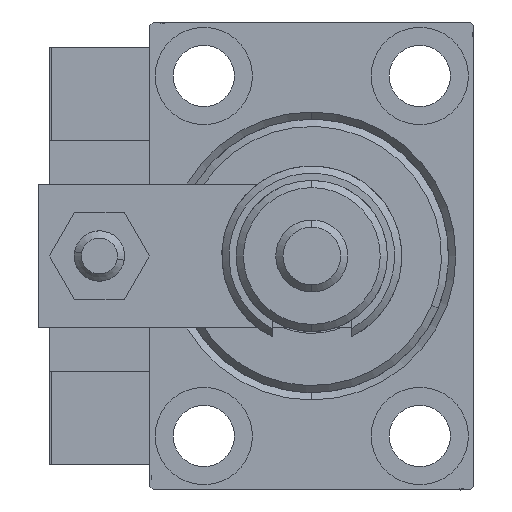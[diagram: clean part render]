
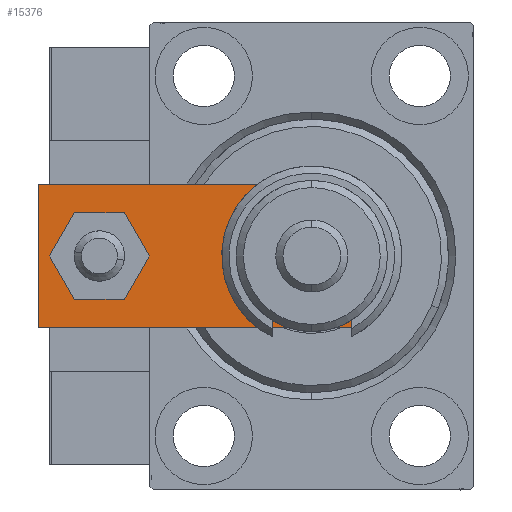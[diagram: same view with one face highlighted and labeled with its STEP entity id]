
A CAD part, left-side view. The second image highlights one B-rep face of the part: STEP entity #15376.
In plain terms, the highlighted face is planar.
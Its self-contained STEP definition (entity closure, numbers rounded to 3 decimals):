
#256 = DIRECTION ( 'NONE',  ( 0., 1., 0. ) ) ;
#270 = EDGE_LOOP ( 'NONE', ( #15589, #51710 ) ) ;
#2786 = DIRECTION ( 'NONE',  ( 0., 0., 1. ) ) ;
#2896 = DIRECTION ( 'NONE',  ( 1., 0., 0. ) ) ;
#3039 = CARTESIAN_POINT ( 'NONE',  ( 0., 39.5, 6. ) ) ;
#4035 = EDGE_CURVE ( 'NONE', #34851, #13167, #23581, .T. ) ;
#4108 = CIRCLE ( 'NONE', #51875, 4. ) ;
#4183 = ORIENTED_EDGE ( 'NONE', *, *, #9255, .T. ) ;
#4203 = VECTOR ( 'NONE', #7968, 1000. ) ;
#4446 = ORIENTED_EDGE ( 'NONE', *, *, #17235, .F. ) ;
#6194 = CARTESIAN_POINT ( 'NONE',  ( -2.88, -2.88, 6. ) ) ;
#7483 = DIRECTION ( 'NONE',  ( 1., 0., 0. ) ) ;
#7550 = VECTOR ( 'NONE', #47944, 1000. ) ;
#7797 = VERTEX_POINT ( 'NONE', #17023 ) ;
#7968 = DIRECTION ( 'NONE',  ( -1., 0., 0. ) ) ;
#9255 = EDGE_CURVE ( 'NONE', #34915, #41751, #28321, .T. ) ;
#9711 = CARTESIAN_POINT ( 'NONE',  ( 4., 39.5, 6. ) ) ;
#9846 = EDGE_CURVE ( 'NONE', #51502, #34915, #29180, .T. ) ;
#10260 = CIRCLE ( 'NONE', #16228, 7.25 ) ;
#11667 = VERTEX_POINT ( 'NONE', #23944 ) ;
#11785 = AXIS2_PLACEMENT_3D ( 'NONE', #30080, #13214, #42376 ) ;
#12070 = ORIENTED_EDGE ( 'NONE', *, *, #49928, .T. ) ;
#12291 = CARTESIAN_POINT ( 'NONE',  ( -10., 0., 6. ) ) ;
#12620 = DIRECTION ( 'NONE',  ( 0., -1., 0. ) ) ;
#13167 = VERTEX_POINT ( 'NONE', #23922 ) ;
#13214 = DIRECTION ( 'NONE',  ( 0., 0., 1. ) ) ;
#14011 = FACE_BOUND ( 'NONE', #33963, .T. ) ;
#14293 = CIRCLE ( 'NONE', #33074, 7.25 ) ;
#14426 = ORIENTED_EDGE ( 'NONE', *, *, #29566, .T. ) ;
#14986 = CARTESIAN_POINT ( 'NONE',  ( -10., 4.24, 6. ) ) ;
#15376 = ADVANCED_FACE ( 'NONE', ( #42129, #38632, #14011 ), #21769, .T. ) ;
#15589 = ORIENTED_EDGE ( 'NONE', *, *, #44513, .F. ) ;
#16134 = LINE ( 'NONE', #32450, #29840 ) ;
#16228 = AXIS2_PLACEMENT_3D ( 'NONE', #48660, #40384, #2896 ) ;
#16356 = CARTESIAN_POINT ( 'NONE',  ( -10., 48., 6. ) ) ;
#17023 = CARTESIAN_POINT ( 'NONE',  ( 5.76, 0., 6. ) ) ;
#17235 = EDGE_CURVE ( 'NONE', #46516, #42907, #14293, .T. ) ;
#19321 = ORIENTED_EDGE ( 'NONE', *, *, #4035, .T. ) ;
#20565 = CARTESIAN_POINT ( 'NONE',  ( 10., 48., 6. ) ) ;
#20581 = VECTOR ( 'NONE', #12620, 1000. ) ;
#21137 = EDGE_CURVE ( 'NONE', #42346, #11667, #46094, .T. ) ;
#21769 = PLANE ( 'NONE',  #11785 ) ;
#23581 = LINE ( 'NONE', #6194, #7550 ) ;
#23784 = CARTESIAN_POINT ( 'NONE',  ( 10., 48., 6. ) ) ;
#23922 = CARTESIAN_POINT ( 'NONE',  ( -5.76, 0., 6. ) ) ;
#23944 = CARTESIAN_POINT ( 'NONE',  ( -4., 39.5, 6. ) ) ;
#24375 = ORIENTED_EDGE ( 'NONE', *, *, #51612, .F. ) ;
#24905 = CARTESIAN_POINT ( 'NONE',  ( 10., 4.24, 6. ) ) ;
#26663 = VECTOR ( 'NONE', #7483, 1000. ) ;
#27911 = CARTESIAN_POINT ( 'NONE',  ( 0., 39.5, 6. ) ) ;
#28137 = AXIS2_PLACEMENT_3D ( 'NONE', #3039, #2786, #36253 ) ;
#28321 = LINE ( 'NONE', #23784, #4203 ) ;
#29180 = LINE ( 'NONE', #45509, #48688 ) ;
#29566 = EDGE_CURVE ( 'NONE', #41751, #34851, #31926, .T. ) ;
#29840 = VECTOR ( 'NONE', #44514, 1000. ) ;
#30080 = CARTESIAN_POINT ( 'NONE',  ( 0., 0., 6. ) ) ;
#30322 = CARTESIAN_POINT ( 'NONE',  ( 0., 10., 6. ) ) ;
#31783 = EDGE_CURVE ( 'NONE', #13167, #7797, #32104, .T. ) ;
#31837 = CARTESIAN_POINT ( 'NONE',  ( 7.25, 10., 6. ) ) ;
#31926 = LINE ( 'NONE', #49029, #20581 ) ;
#32104 = LINE ( 'NONE', #12291, #26663 ) ;
#32450 = CARTESIAN_POINT ( 'NONE',  ( 2.88, -2.88, 6. ) ) ;
#32847 = ORIENTED_EDGE ( 'NONE', *, *, #31783, .T. ) ;
#33042 = CARTESIAN_POINT ( 'NONE',  ( -7.25, 10., 6. ) ) ;
#33074 = AXIS2_PLACEMENT_3D ( 'NONE', #30322, #33808, #50125 ) ;
#33808 = DIRECTION ( 'NONE',  ( 0., 0., 1. ) ) ;
#33963 = EDGE_LOOP ( 'NONE', ( #4446, #24375 ) ) ;
#34851 = VERTEX_POINT ( 'NONE', #14986 ) ;
#34915 = VERTEX_POINT ( 'NONE', #20565 ) ;
#36253 = DIRECTION ( 'NONE',  ( 1., 0., 0. ) ) ;
#38632 = FACE_OUTER_BOUND ( 'NONE', #48647, .T. ) ;
#40236 = DIRECTION ( 'NONE',  ( 0., 0., 1. ) ) ;
#40384 = DIRECTION ( 'NONE',  ( 0., 0., 1. ) ) ;
#41751 = VERTEX_POINT ( 'NONE', #16356 ) ;
#42129 = FACE_BOUND ( 'NONE', #270, .T. ) ;
#42346 = VERTEX_POINT ( 'NONE', #9711 ) ;
#42376 = DIRECTION ( 'NONE',  ( 1., 0., 0. ) ) ;
#42802 = ORIENTED_EDGE ( 'NONE', *, *, #9846, .T. ) ;
#42907 = VERTEX_POINT ( 'NONE', #31837 ) ;
#43981 = DIRECTION ( 'NONE',  ( 1., 0., 0. ) ) ;
#44513 = EDGE_CURVE ( 'NONE', #11667, #42346, #4108, .T. ) ;
#44514 = DIRECTION ( 'NONE',  ( 0.707, 0.707, 0. ) ) ;
#45509 = CARTESIAN_POINT ( 'NONE',  ( 10., 0., 6. ) ) ;
#46094 = CIRCLE ( 'NONE', #28137, 4. ) ;
#46516 = VERTEX_POINT ( 'NONE', #33042 ) ;
#47944 = DIRECTION ( 'NONE',  ( 0.707, -0.707, 0. ) ) ;
#48647 = EDGE_LOOP ( 'NONE', ( #14426, #19321, #32847, #12070, #42802, #4183 ) ) ;
#48660 = CARTESIAN_POINT ( 'NONE',  ( 0., 10., 6. ) ) ;
#48688 = VECTOR ( 'NONE', #256, 1000. ) ;
#49029 = CARTESIAN_POINT ( 'NONE',  ( -10., 48., 6. ) ) ;
#49928 = EDGE_CURVE ( 'NONE', #7797, #51502, #16134, .T. ) ;
#50125 = DIRECTION ( 'NONE',  ( 1., 0., 0. ) ) ;
#51502 = VERTEX_POINT ( 'NONE', #24905 ) ;
#51612 = EDGE_CURVE ( 'NONE', #42907, #46516, #10260, .T. ) ;
#51710 = ORIENTED_EDGE ( 'NONE', *, *, #21137, .F. ) ;
#51875 = AXIS2_PLACEMENT_3D ( 'NONE', #27911, #40236, #43981 ) ;
